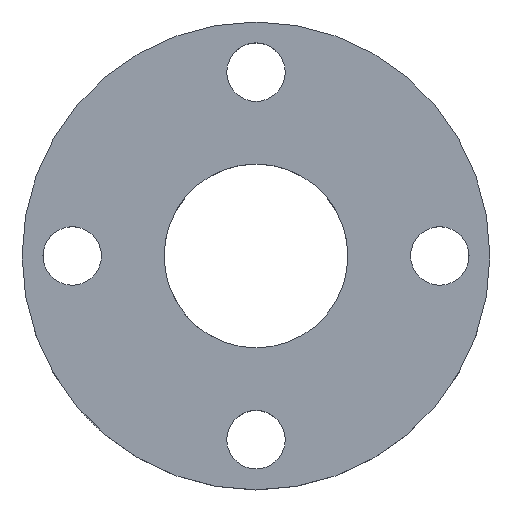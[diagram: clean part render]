
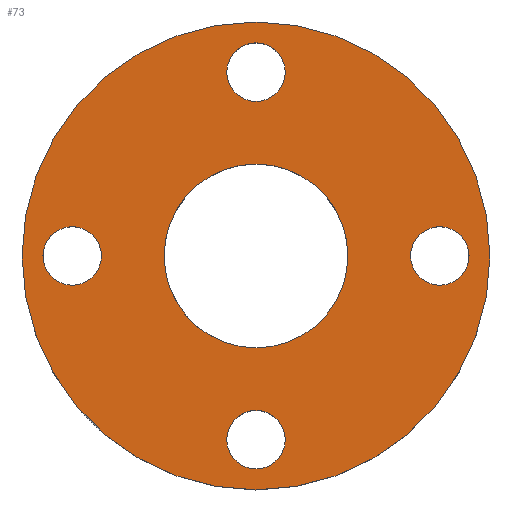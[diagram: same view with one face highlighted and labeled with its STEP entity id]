
A CAD part, top view. The second image highlights one B-rep face of the part: STEP entity #73.
In plain terms, the highlighted planar face has unit normal (0, 0, 1).
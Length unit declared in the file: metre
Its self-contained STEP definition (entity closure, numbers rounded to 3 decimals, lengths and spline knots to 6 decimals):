
#73 = ADVANCED_FACE( '', ( #89, #90, #91, #92, #93, #94 ), #95, .T. );
#89 = FACE_OUTER_BOUND( '', #133, .T. );
#90 = FACE_BOUND( '', #134, .T. );
#91 = FACE_BOUND( '', #135, .T. );
#92 = FACE_BOUND( '', #136, .T. );
#93 = FACE_BOUND( '', #137, .T. );
#94 = FACE_BOUND( '', #138, .T. );
#95 = PLANE( '', #139 );
#133 = EDGE_LOOP( '', ( #177, #178 ) );
#134 = EDGE_LOOP( '', ( #179, #180 ) );
#135 = EDGE_LOOP( '', ( #181, #182 ) );
#136 = EDGE_LOOP( '', ( #183, #184 ) );
#137 = EDGE_LOOP( '', ( #185, #186 ) );
#138 = EDGE_LOOP( '', ( #187, #188 ) );
#139 = AXIS2_PLACEMENT_3D( '', #189, #190, #191 );
#177 = ORIENTED_EDGE( '', *, *, #309, .F. );
#178 = ORIENTED_EDGE( '', *, *, #310, .F. );
#179 = ORIENTED_EDGE( '', *, *, #311, .F. );
#180 = ORIENTED_EDGE( '', *, *, #312, .F. );
#181 = ORIENTED_EDGE( '', *, *, #313, .F. );
#182 = ORIENTED_EDGE( '', *, *, #314, .F. );
#183 = ORIENTED_EDGE( '', *, *, #315, .F. );
#184 = ORIENTED_EDGE( '', *, *, #316, .F. );
#185 = ORIENTED_EDGE( '', *, *, #317, .F. );
#186 = ORIENTED_EDGE( '', *, *, #318, .F. );
#187 = ORIENTED_EDGE( '', *, *, #319, .F. );
#188 = ORIENTED_EDGE( '', *, *, #320, .F. );
#189 = CARTESIAN_POINT( '', ( 0., 0., 0.002 ) );
#190 = DIRECTION( '', ( 0., 0., 1. ) );
#191 = DIRECTION( '', ( 0., 1., 0. ) );
#309 = EDGE_CURVE( '', #351, #352, #353, .T. );
#310 = EDGE_CURVE( '', #352, #351, #354, .T. );
#311 = EDGE_CURVE( '', #355, #356, #357, .T. );
#312 = EDGE_CURVE( '', #356, #355, #358, .T. );
#313 = EDGE_CURVE( '', #359, #360, #361, .T. );
#314 = EDGE_CURVE( '', #360, #359, #362, .T. );
#315 = EDGE_CURVE( '', #363, #364, #365, .T. );
#316 = EDGE_CURVE( '', #364, #363, #366, .T. );
#317 = EDGE_CURVE( '', #367, #368, #369, .T. );
#318 = EDGE_CURVE( '', #368, #367, #370, .T. );
#319 = EDGE_CURVE( '', #371, #372, #373, .T. );
#320 = EDGE_CURVE( '', #372, #371, #374, .T. );
#351 = VERTEX_POINT( '', #421 );
#352 = VERTEX_POINT( '', #422 );
#353 = CIRCLE( '', #423, 0.014 );
#354 = CIRCLE( '', #424, 0.014 );
#355 = VERTEX_POINT( '', #425 );
#356 = VERTEX_POINT( '', #426 );
#357 = CIRCLE( '', #427, 0.00175 );
#358 = CIRCLE( '', #428, 0.00175 );
#359 = VERTEX_POINT( '', #429 );
#360 = VERTEX_POINT( '', #430 );
#361 = CIRCLE( '', #431, 0.00175 );
#362 = CIRCLE( '', #432, 0.00175 );
#363 = VERTEX_POINT( '', #433 );
#364 = VERTEX_POINT( '', #434 );
#365 = CIRCLE( '', #435, 0.00175 );
#366 = CIRCLE( '', #436, 0.00175 );
#367 = VERTEX_POINT( '', #437 );
#368 = VERTEX_POINT( '', #438 );
#369 = CIRCLE( '', #439, 0.00175 );
#370 = CIRCLE( '', #440, 0.00175 );
#371 = VERTEX_POINT( '', #441 );
#372 = VERTEX_POINT( '', #442 );
#373 = CIRCLE( '', #443, 0.0055 );
#374 = CIRCLE( '', #444, 0.0055 );
#421 = CARTESIAN_POINT( '', ( 0.014, 0., 0.002 ) );
#422 = CARTESIAN_POINT( '', ( -0.014, 0., 0.002 ) );
#423 = AXIS2_PLACEMENT_3D( '', #581, #582, #583 );
#424 = AXIS2_PLACEMENT_3D( '', #584, #585, #586 );
#425 = CARTESIAN_POINT( '', ( -0.00175, 0.011, 0.002 ) );
#426 = CARTESIAN_POINT( '', ( 0.00175, 0.011, 0.002 ) );
#427 = AXIS2_PLACEMENT_3D( '', #587, #588, #589 );
#428 = AXIS2_PLACEMENT_3D( '', #590, #591, #592 );
#429 = CARTESIAN_POINT( '', ( 0.00925, 0., 0.002 ) );
#430 = CARTESIAN_POINT( '', ( 0.01275, 0., 0.002 ) );
#431 = AXIS2_PLACEMENT_3D( '', #593, #594, #595 );
#432 = AXIS2_PLACEMENT_3D( '', #596, #597, #598 );
#433 = CARTESIAN_POINT( '', ( -0.00175, -0.011, 0.002 ) );
#434 = CARTESIAN_POINT( '', ( 0.00175, -0.011, 0.002 ) );
#435 = AXIS2_PLACEMENT_3D( '', #599, #600, #601 );
#436 = AXIS2_PLACEMENT_3D( '', #602, #603, #604 );
#437 = CARTESIAN_POINT( '', ( -0.01275, 0., 0.002 ) );
#438 = CARTESIAN_POINT( '', ( -0.00925, 0., 0.002 ) );
#439 = AXIS2_PLACEMENT_3D( '', #605, #606, #607 );
#440 = AXIS2_PLACEMENT_3D( '', #608, #609, #610 );
#441 = CARTESIAN_POINT( '', ( -0.0055, 0., 0.002 ) );
#442 = CARTESIAN_POINT( '', ( 0.0055, 0., 0.002 ) );
#443 = AXIS2_PLACEMENT_3D( '', #611, #612, #613 );
#444 = AXIS2_PLACEMENT_3D( '', #614, #615, #616 );
#581 = CARTESIAN_POINT( '', ( 0., 0., 0.002 ) );
#582 = DIRECTION( '', ( 0., 0., -1. ) );
#583 = DIRECTION( '', ( 1., 0., 0. ) );
#584 = CARTESIAN_POINT( '', ( 0., 0., 0.002 ) );
#585 = DIRECTION( '', ( 0., 0., -1. ) );
#586 = DIRECTION( '', ( 1., 0., 0. ) );
#587 = CARTESIAN_POINT( '', ( 0., 0.011, 0.002 ) );
#588 = DIRECTION( '', ( 0., 0., 1. ) );
#589 = DIRECTION( '', ( 0., 1., 0. ) );
#590 = CARTESIAN_POINT( '', ( 0., 0.011, 0.002 ) );
#591 = DIRECTION( '', ( 0., 0., 1. ) );
#592 = DIRECTION( '', ( 0., 1., 0. ) );
#593 = CARTESIAN_POINT( '', ( 0.011, 0., 0.002 ) );
#594 = DIRECTION( '', ( 0., 0., 1. ) );
#595 = DIRECTION( '', ( 0., 1., 0. ) );
#596 = CARTESIAN_POINT( '', ( 0.011, 0., 0.002 ) );
#597 = DIRECTION( '', ( 0., 0., 1. ) );
#598 = DIRECTION( '', ( 0., 1., 0. ) );
#599 = CARTESIAN_POINT( '', ( 0., -0.011, 0.002 ) );
#600 = DIRECTION( '', ( 0., 0., 1. ) );
#601 = DIRECTION( '', ( 0., 1., 0. ) );
#602 = CARTESIAN_POINT( '', ( 0., -0.011, 0.002 ) );
#603 = DIRECTION( '', ( 0., 0., 1. ) );
#604 = DIRECTION( '', ( 0., 1., 0. ) );
#605 = CARTESIAN_POINT( '', ( -0.011, 0., 0.002 ) );
#606 = DIRECTION( '', ( 0., 0., 1. ) );
#607 = DIRECTION( '', ( 0., 1., 0. ) );
#608 = CARTESIAN_POINT( '', ( -0.011, 0., 0.002 ) );
#609 = DIRECTION( '', ( 0., 0., 1. ) );
#610 = DIRECTION( '', ( 0., 1., 0. ) );
#611 = CARTESIAN_POINT( '', ( 0., 0., 0.002 ) );
#612 = DIRECTION( '', ( 0., 0., 1. ) );
#613 = DIRECTION( '', ( 0., 1., 0. ) );
#614 = CARTESIAN_POINT( '', ( 0., 0., 0.002 ) );
#615 = DIRECTION( '', ( 0., 0., 1. ) );
#616 = DIRECTION( '', ( 0., 1., 0. ) );
